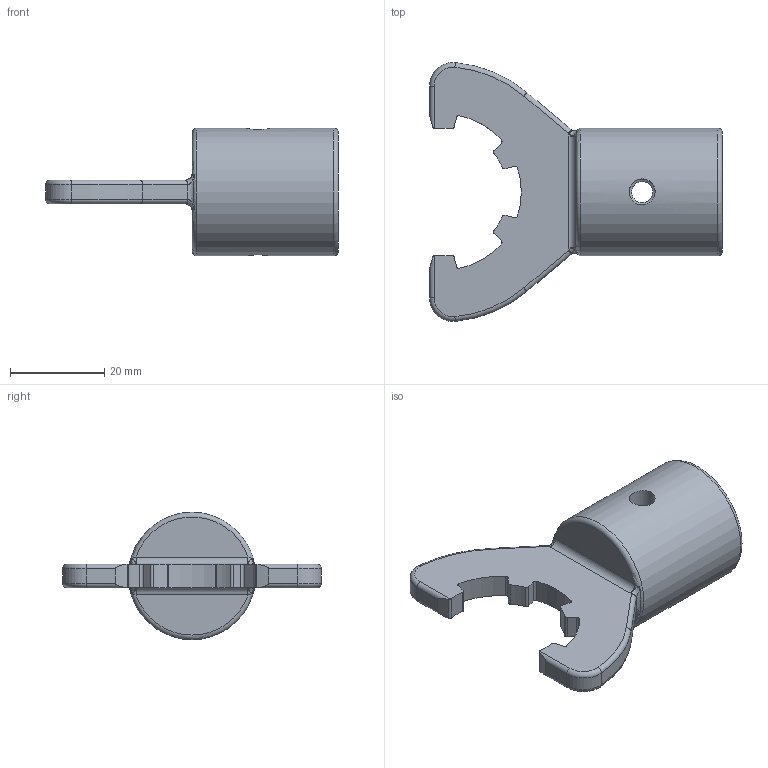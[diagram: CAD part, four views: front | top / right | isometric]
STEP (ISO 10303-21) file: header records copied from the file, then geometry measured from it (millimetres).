
FILE_DESCRIPTION( ( 'Unknown' ), '1' );
FILE_NAME( '715116000-D.stp', 'Unknown', ( 'Unknown' ), ( 'Unknown' ), 'PSStep 15.0.49', 'Unknown', ' ' );
FILE_SCHEMA( ( 'AUTOMOTIVE_DESIGN { 1 0 10303 214 1 1 1 1 }' ) );
Length unit declared in the file: millimetre
Products named in the file (1): 1
Bounding box: 62 x 54.78 x 27 mm (x, y, z)
Volume: 16746.1 mm3; surface area: 7512.3 mm2
Topology: 1 solids, 1 shells, 84 faces, 221 edges, 133 vertices
Faces by surface type: cylinder 40, plane 17, bspline 14, torus 10, cone 3
Full cylindrical faces by diameter (mm): 4.5 x1, 5.5 x2, 16 x1, 27 x1
Entity records: 5558 total; most frequent: CARTESIAN_POINT 2948, DIRECTION 402, ORIENTED_EDGE 400, EDGE_CURVE 200, AXIS2_PLACEMENT_3D 167, VERTEX_POINT 129, EDGE_LOOP 98, CIRCLE 92
